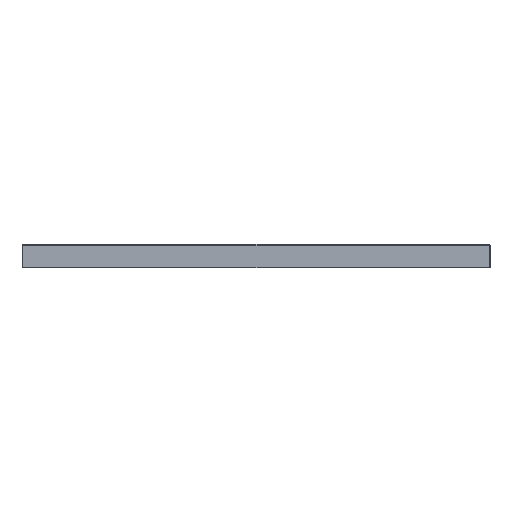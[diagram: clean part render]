
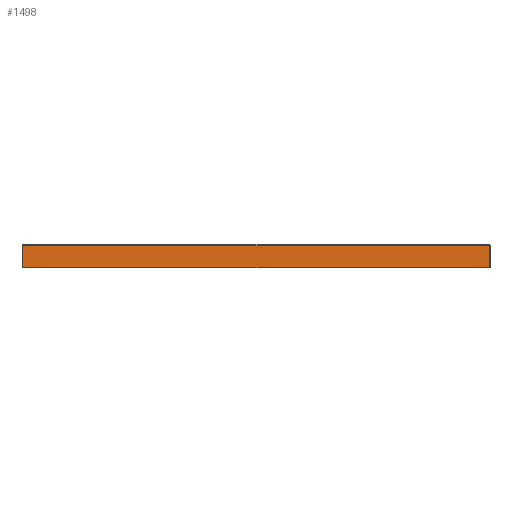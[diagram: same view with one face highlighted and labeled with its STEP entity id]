
A CAD part, left-side view. The second image highlights one B-rep face of the part: STEP entity #1498.
In plain terms, the highlighted planar face has unit normal (-1, 0, 0).
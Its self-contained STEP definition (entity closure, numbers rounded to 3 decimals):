
#320=PLANE('',#6348);
#466=LINE('',#24481,#853);
#468=LINE('',#24527,#855);
#469=LINE('',#24528,#856);
#853=VECTOR('',#6942,1.);
#855=VECTOR('',#6950,1.);
#856=VECTOR('',#6951,1.);
#1498=ADVANCED_FACE('',(#1967),#320,.T.);
#1967=FACE_OUTER_BOUND('',#2318,.T.);
#2318=EDGE_LOOP('',(#2916,#2917,#2918,#2919,#2920));
#2916=ORIENTED_EDGE('',*,*,#5319,.T.);
#2917=ORIENTED_EDGE('',*,*,#5320,.T.);
#2918=ORIENTED_EDGE('',*,*,#5321,.T.);
#2919=ORIENTED_EDGE('',*,*,#5315,.F.);
#2920=ORIENTED_EDGE('',*,*,#5322,.T.);
#4709=VERTEX_POINT('',#24480);
#4710=VERTEX_POINT('',#24482);
#4713=VERTEX_POINT('',#24502);
#4714=VERTEX_POINT('',#24503);
#4715=VERTEX_POINT('',#24526);
#5315=EDGE_CURVE('',#4709,#4710,#466,.T.);
#5319=EDGE_CURVE('',#4713,#4714,#6166,.T.);
#5320=EDGE_CURVE('',#4714,#4715,#6167,.T.);
#5321=EDGE_CURVE('',#4715,#4710,#468,.T.);
#5322=EDGE_CURVE('',#4709,#4713,#469,.T.);
#6166=B_SPLINE_CURVE_WITH_KNOTS('',3,(#24489,#24490,#24491,#24492,#24493,
#24494,#24495,#24496,#24497,#24498,#24499,#24500,#24501),.UNSPECIFIED.,
 .F.,.F.,(4,3,3,3,4),(0.,0.037,0.186,0.779,
1.),.UNSPECIFIED.);
#6167=B_SPLINE_CURVE_WITH_KNOTS('',3,(#24504,#24505,#24506,#24507,#24508,
#24509,#24510,#24511,#24512,#24513,#24514,#24515,#24516,#24517,#24518,#24519,
#24520,#24521,#24522,#24523,#24524,#24525),.UNSPECIFIED.,.F.,.F.,(4,3,3,
3,3,3,3,4),(0.,0.008,0.038,0.158,
0.64,0.814,0.963,1.),.UNSPECIFIED.);
#6348=AXIS2_PLACEMENT_3D('',#24529,#6952,#6953);
#6942=DIRECTION('',(0.,1.,0.));
#6950=DIRECTION('',(0.,0.,-1.));
#6951=DIRECTION('',(0.,0.,1.));
#6952=DIRECTION('',(-1.,0.,0.));
#6953=DIRECTION('',(0.,0.,1.));
#24480=CARTESIAN_POINT('',(-200.,-398.5,0.));
#24481=CARTESIAN_POINT('',(-200.,-400.,0.));
#24482=CARTESIAN_POINT('',(-200.,398.5,0.));
#24489=CARTESIAN_POINT('',(-200.,-398.5,38.48));
#24490=CARTESIAN_POINT('',(-200.,-393.57,38.426));
#24491=CARTESIAN_POINT('',(-200.,-388.64,38.464));
#24492=CARTESIAN_POINT('',(-200.,-383.71,38.464));
#24493=CARTESIAN_POINT('',(-200.,-363.99,38.464));
#24494=CARTESIAN_POINT('',(-200.,-344.271,38.464));
#24495=CARTESIAN_POINT('',(-200.,-324.551,38.464));
#24496=CARTESIAN_POINT('',(-200.,-245.673,38.464));
#24497=CARTESIAN_POINT('',(-200.,-166.794,38.464));
#24498=CARTESIAN_POINT('',(-200.,-87.916,38.464));
#24499=CARTESIAN_POINT('',(-200.,-58.611,38.464));
#24500=CARTESIAN_POINT('',(-200.,-29.305,38.464));
#24501=CARTESIAN_POINT('',(-200.,0.,38.464));
#24502=CARTESIAN_POINT('',(-200.,-398.5,38.48));
#24503=CARTESIAN_POINT('',(-200.,0.,38.464));
#24504=CARTESIAN_POINT('',(-200.,0.,38.464));
#24505=CARTESIAN_POINT('',(-200.,1.,38.464));
#24506=CARTESIAN_POINT('',(-200.,2.,38.464));
#24507=CARTESIAN_POINT('',(-200.,3.,38.464));
#24508=CARTESIAN_POINT('',(-200.,7.,38.464));
#24509=CARTESIAN_POINT('',(-200.,11.,38.464));
#24510=CARTESIAN_POINT('',(-200.,15.,38.464));
#24511=CARTESIAN_POINT('',(-200.,31.,38.464));
#24512=CARTESIAN_POINT('',(-200.,47.,38.464));
#24513=CARTESIAN_POINT('',(-200.,63.,38.464));
#24514=CARTESIAN_POINT('',(-200.,127.,38.464));
#24515=CARTESIAN_POINT('',(-200.,191.,38.464));
#24516=CARTESIAN_POINT('',(-200.,255.,38.464));
#24517=CARTESIAN_POINT('',(-200.,278.184,38.464));
#24518=CARTESIAN_POINT('',(-200.,301.367,38.464));
#24519=CARTESIAN_POINT('',(-200.,324.551,38.464));
#24520=CARTESIAN_POINT('',(-200.,344.271,38.464));
#24521=CARTESIAN_POINT('',(-200.,363.99,38.464));
#24522=CARTESIAN_POINT('',(-200.,383.71,38.464));
#24523=CARTESIAN_POINT('',(-200.,388.64,38.464));
#24524=CARTESIAN_POINT('',(-200.,393.57,38.426));
#24525=CARTESIAN_POINT('',(-200.,398.5,38.48));
#24526=CARTESIAN_POINT('',(-200.,398.5,38.48));
#24527=CARTESIAN_POINT('',(-200.,398.5,39.));
#24528=CARTESIAN_POINT('',(-200.,-398.5,39.));
#24529=CARTESIAN_POINT('',(-200.,-400.,39.));
